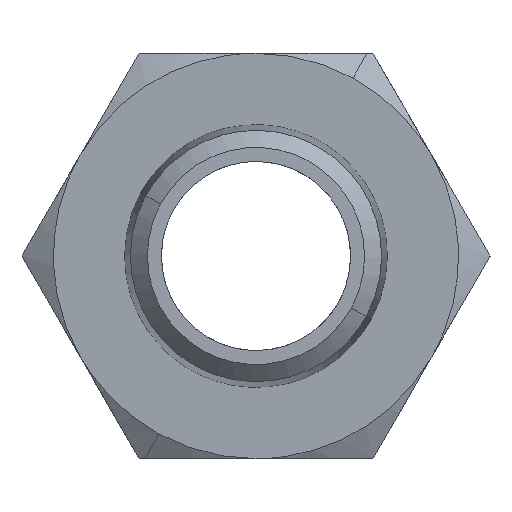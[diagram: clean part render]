
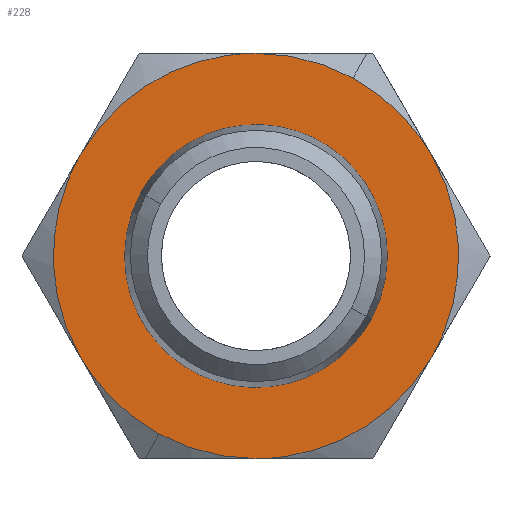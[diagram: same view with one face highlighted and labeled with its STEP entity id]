
A CAD part, front view. The second image highlights one B-rep face of the part: STEP entity #228.
In plain terms, the highlighted planar face has unit normal (0, -1, 0).
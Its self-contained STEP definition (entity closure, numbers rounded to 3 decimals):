
#17=FACE_BOUND('',#325,.T.);
#62=(
BOUNDED_CURVE()
B_SPLINE_CURVE(2,(#1822,#1823,#1824),.UNSPECIFIED.,.F.,.F.)
B_SPLINE_CURVE_WITH_KNOTS((3,3),(0.,7.854),.UNSPECIFIED.)
CURVE()
GEOMETRIC_REPRESENTATION_ITEM()
RATIONAL_B_SPLINE_CURVE((1.,0.866,1.))
REPRESENTATION_ITEM('')
);
#63=(
BOUNDED_CURVE()
B_SPLINE_CURVE(2,(#1825,#1826,#1827),.UNSPECIFIED.,.F.,.F.)
B_SPLINE_CURVE_WITH_KNOTS((3,3),(0.,7.854),.UNSPECIFIED.)
CURVE()
GEOMETRIC_REPRESENTATION_ITEM()
RATIONAL_B_SPLINE_CURVE((1.,0.866,1.))
REPRESENTATION_ITEM('')
);
#64=(
BOUNDED_CURVE()
B_SPLINE_CURVE(2,(#1828,#1829,#1830),.UNSPECIFIED.,.F.,.F.)
B_SPLINE_CURVE_WITH_KNOTS((3,3),(0.,4.104),.UNSPECIFIED.)
CURVE()
GEOMETRIC_REPRESENTATION_ITEM()
RATIONAL_B_SPLINE_CURVE((1.,0.963,1.))
REPRESENTATION_ITEM('')
);
#65=(
BOUNDED_CURVE()
B_SPLINE_CURVE(2,(#1831,#1832,#1833),.UNSPECIFIED.,.F.,.F.)
B_SPLINE_CURVE_WITH_KNOTS((3,3),(0.,3.75),.UNSPECIFIED.)
CURVE()
GEOMETRIC_REPRESENTATION_ITEM()
RATIONAL_B_SPLINE_CURVE((1.,0.969,1.))
REPRESENTATION_ITEM('')
);
#66=(
BOUNDED_CURVE()
B_SPLINE_CURVE(2,(#1834,#1835,#1836),.UNSPECIFIED.,.F.,.F.)
B_SPLINE_CURVE_WITH_KNOTS((3,3),(0.,7.854),.UNSPECIFIED.)
CURVE()
GEOMETRIC_REPRESENTATION_ITEM()
RATIONAL_B_SPLINE_CURVE((1.,0.866,1.))
REPRESENTATION_ITEM('')
);
#67=(
BOUNDED_CURVE()
B_SPLINE_CURVE(2,(#1837,#1838,#1839),.UNSPECIFIED.,.F.,.F.)
B_SPLINE_CURVE_WITH_KNOTS((3,3),(0.,7.854),.UNSPECIFIED.)
CURVE()
GEOMETRIC_REPRESENTATION_ITEM()
RATIONAL_B_SPLINE_CURVE((1.,0.866,1.))
REPRESENTATION_ITEM('')
);
#68=(
BOUNDED_CURVE()
B_SPLINE_CURVE(2,(#1840,#1841,#1842),.UNSPECIFIED.,.F.,.F.)
B_SPLINE_CURVE_WITH_KNOTS((3,3),(0.,3.75),.UNSPECIFIED.)
CURVE()
GEOMETRIC_REPRESENTATION_ITEM()
RATIONAL_B_SPLINE_CURVE((1.,0.969,1.))
REPRESENTATION_ITEM('')
);
#69=(
BOUNDED_CURVE()
B_SPLINE_CURVE(2,(#1843,#1844,#1845),.UNSPECIFIED.,.F.,.F.)
B_SPLINE_CURVE_WITH_KNOTS((3,3),(0.,4.104),.UNSPECIFIED.)
CURVE()
GEOMETRIC_REPRESENTATION_ITEM()
RATIONAL_B_SPLINE_CURVE((1.,0.963,1.))
REPRESENTATION_ITEM('')
);
#70=(
BOUNDED_CURVE()
B_SPLINE_CURVE(2,(#1846,#1847,#1848,#1849,#1850),.UNSPECIFIED.,.F.,.F.)
B_SPLINE_CURVE_WITH_KNOTS((3,2,3),(-15.281,-7.64,
0.),.UNSPECIFIED.)
CURVE()
GEOMETRIC_REPRESENTATION_ITEM()
RATIONAL_B_SPLINE_CURVE((1.,0.707,1.,0.707,1.))
REPRESENTATION_ITEM('')
);
#71=(
BOUNDED_CURVE()
B_SPLINE_CURVE(2,(#1851,#1852,#1853,#1854,#1855),.UNSPECIFIED.,.F.,.F.)
B_SPLINE_CURVE_WITH_KNOTS((3,2,3),(-15.281,-7.64,
0.),.UNSPECIFIED.)
CURVE()
GEOMETRIC_REPRESENTATION_ITEM()
RATIONAL_B_SPLINE_CURVE((1.,0.707,1.,0.707,1.))
REPRESENTATION_ITEM('')
);
#228=ADVANCED_FACE('',(#275,#17),#1046,.T.);
#275=FACE_OUTER_BOUND('',#324,.T.);
#324=EDGE_LOOP('',(#443,#444,#445,#446,#447,#448,#449,#450));
#325=EDGE_LOOP('',(#451,#452));
#443=ORIENTED_EDGE('',*,*,#657,.F.);
#444=ORIENTED_EDGE('',*,*,#656,.F.);
#445=ORIENTED_EDGE('',*,*,#655,.F.);
#446=ORIENTED_EDGE('',*,*,#653,.F.);
#447=ORIENTED_EDGE('',*,*,#654,.F.);
#448=ORIENTED_EDGE('',*,*,#652,.F.);
#449=ORIENTED_EDGE('',*,*,#651,.F.);
#450=ORIENTED_EDGE('',*,*,#658,.F.);
#451=ORIENTED_EDGE('',*,*,#659,.F.);
#452=ORIENTED_EDGE('',*,*,#660,.F.);
#651=EDGE_CURVE('',#948,#949,#62,.T.);
#652=EDGE_CURVE('',#949,#947,#63,.T.);
#653=EDGE_CURVE('',#950,#951,#64,.T.);
#654=EDGE_CURVE('',#947,#950,#65,.T.);
#655=EDGE_CURVE('',#951,#952,#66,.T.);
#656=EDGE_CURVE('',#952,#953,#67,.T.);
#657=EDGE_CURVE('',#953,#954,#68,.T.);
#658=EDGE_CURVE('',#954,#948,#69,.T.);
#659=EDGE_CURVE('',#955,#956,#70,.T.);
#660=EDGE_CURVE('',#956,#955,#71,.T.);
#947=VERTEX_POINT('',#1812);
#948=VERTEX_POINT('',#1813);
#949=VERTEX_POINT('',#1814);
#950=VERTEX_POINT('',#1815);
#951=VERTEX_POINT('',#1816);
#952=VERTEX_POINT('',#1817);
#953=VERTEX_POINT('',#1818);
#954=VERTEX_POINT('',#1819);
#955=VERTEX_POINT('',#1820);
#956=VERTEX_POINT('',#1821);
#1046=PLANE('',#1145);
#1145=AXIS2_PLACEMENT_3D('',#1811,#1160,$);
#1160=DIRECTION('',(0.,-1.,0.));
#1811=CARTESIAN_POINT('',(-10.452,9.,9.06));
#1812=CARTESIAN_POINT('',(0.,9.,-7.5));
#1813=CARTESIAN_POINT('',(6.495,9.,3.75));
#1814=CARTESIAN_POINT('',(6.495,9.,-3.75));
#1815=CARTESIAN_POINT('',(-3.596,9.,-6.582));
#1816=CARTESIAN_POINT('',(-6.495,9.,-3.75));
#1817=CARTESIAN_POINT('',(-6.495,9.,3.75));
#1818=CARTESIAN_POINT('',(0.,9.,7.5));
#1819=CARTESIAN_POINT('',(3.596,9.,6.582));
#1820=CARTESIAN_POINT('',(-4.269,9.,2.332));
#1821=CARTESIAN_POINT('',(4.269,9.,-2.332));
#1822=CARTESIAN_POINT('',(6.495,9.,3.75));
#1823=CARTESIAN_POINT('',(8.66,9.,0.));
#1824=CARTESIAN_POINT('',(6.495,9.,-3.75));
#1825=CARTESIAN_POINT('',(6.495,9.,-3.75));
#1826=CARTESIAN_POINT('',(4.33,9.,-7.5));
#1827=CARTESIAN_POINT('',(0.,9.,-7.5));
#1828=CARTESIAN_POINT('',(-3.596,9.,-6.582));
#1829=CARTESIAN_POINT('',(-5.443,9.,-5.573));
#1830=CARTESIAN_POINT('',(-6.495,9.,-3.75));
#1831=CARTESIAN_POINT('',(0.,9.,-7.5));
#1832=CARTESIAN_POINT('',(-1.915,9.,-7.5));
#1833=CARTESIAN_POINT('',(-3.596,9.,-6.582));
#1834=CARTESIAN_POINT('',(-6.495,9.,-3.75));
#1835=CARTESIAN_POINT('',(-8.66,9.,0.));
#1836=CARTESIAN_POINT('',(-6.495,9.,3.75));
#1837=CARTESIAN_POINT('',(-6.495,9.,3.75));
#1838=CARTESIAN_POINT('',(-4.33,9.,7.5));
#1839=CARTESIAN_POINT('',(0.,9.,7.5));
#1840=CARTESIAN_POINT('',(0.,9.,7.5));
#1841=CARTESIAN_POINT('',(1.915,9.,7.5));
#1842=CARTESIAN_POINT('',(3.596,9.,6.582));
#1843=CARTESIAN_POINT('',(3.596,9.,6.582));
#1844=CARTESIAN_POINT('',(5.443,9.,5.573));
#1845=CARTESIAN_POINT('',(6.495,9.,3.75));
#1846=CARTESIAN_POINT('',(-4.269,9.,2.332));
#1847=CARTESIAN_POINT('',(-6.6,9.,-1.937));
#1848=CARTESIAN_POINT('',(-2.332,9.,-4.269));
#1849=CARTESIAN_POINT('',(1.937,9.,-6.6));
#1850=CARTESIAN_POINT('',(4.269,9.,-2.332));
#1851=CARTESIAN_POINT('',(4.269,9.,-2.332));
#1852=CARTESIAN_POINT('',(6.6,9.,1.937));
#1853=CARTESIAN_POINT('',(2.332,9.,4.269));
#1854=CARTESIAN_POINT('',(-1.937,9.,6.6));
#1855=CARTESIAN_POINT('',(-4.269,9.,2.332));
